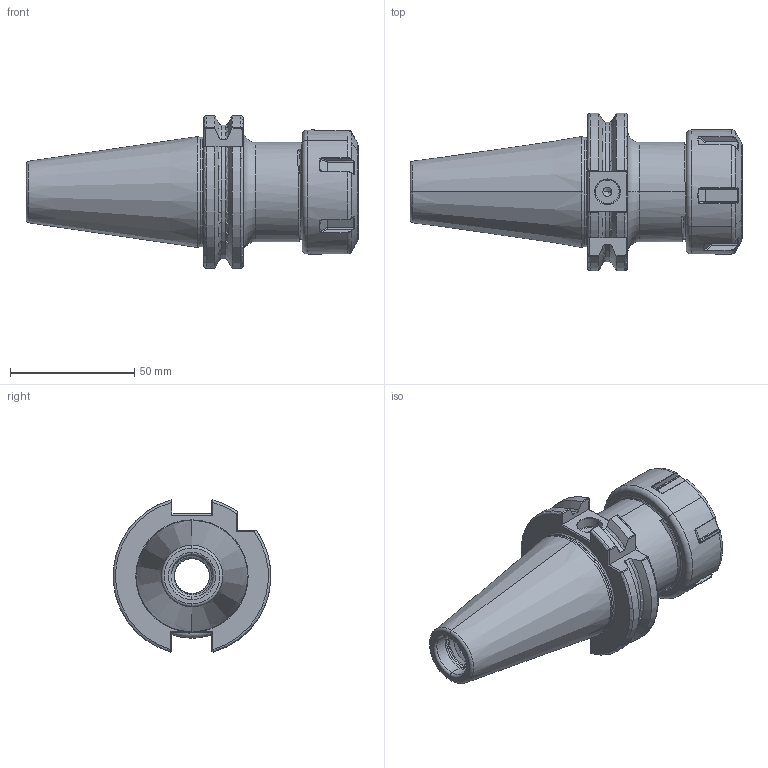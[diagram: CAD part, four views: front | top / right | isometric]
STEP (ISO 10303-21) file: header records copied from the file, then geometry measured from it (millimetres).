
FILE_DESCRIPTION (( 'STEP AP203' ), '1' );
FILE_NAME ('402.02.20.STEP', '2016-07-16T02:16:50', ( '' ), ( '' ), 'SwSTEP 2.0', 'SolidWorks 2012', '' );
FILE_SCHEMA (( 'CONFIG_CONTROL_DESIGN' ));
Length unit declared in the file: millimetre
Products named in the file (3): 402.02.20; 2-01.100.0320230C7_ER32螺帽(六溝)
Assembly tree (2 placements, depth 2):
  402.02.20
    402.02.20
    2-01.100.0320230C7_ER32螺帽(六溝)
Bounding box: 133.68 x 63.34 x 61.24 mm (x, y, z)
Volume: 140075.9 mm3; surface area: 41488.8 mm2
Topology: 2 solids, 2 shells, 423 faces, 1079 edges, 654 vertices
Faces by surface type: cylinder 151, plane 88, bspline 87, torus 59, cone 38
Entity records: 27051 total; most frequent: CARTESIAN_POINT 18071, ORIENTED_EDGE 2138, DIRECTION 1390, EDGE_CURVE 1069, VERTEX_POINT 654, AXIS2_PLACEMENT_3D 540, EDGE_LOOP 431, ADVANCED_FACE 423
